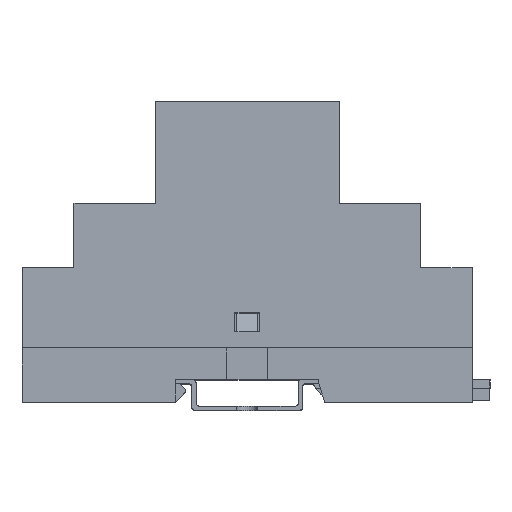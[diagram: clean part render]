
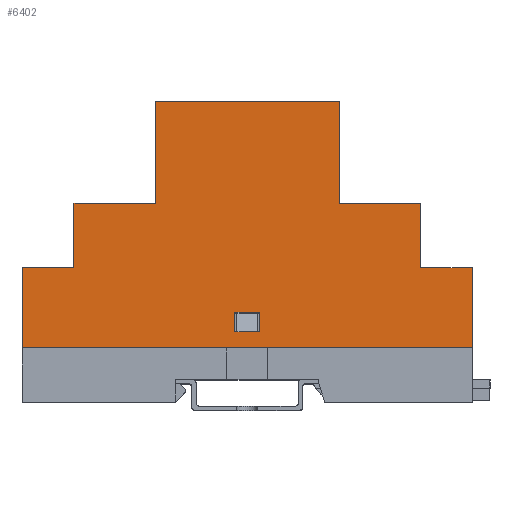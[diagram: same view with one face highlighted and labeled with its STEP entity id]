
A CAD part, top view. The second image highlights one B-rep face of the part: STEP entity #6402.
In plain terms, the highlighted face is planar.
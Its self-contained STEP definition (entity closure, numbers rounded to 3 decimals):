
#9 = ORIENTED_EDGE ( 'NONE', *, *, #8830, .F. ) ;
#405 = ORIENTED_EDGE ( 'NONE', *, *, #26243, .F. ) ;
#430 = PLANE ( 'NONE',  #36390 ) ;
#448 = ORIENTED_EDGE ( 'NONE', *, *, #17063, .T. ) ;
#1142 = EDGE_CURVE ( 'NONE', #17469, #16619, #23483, .T. ) ;
#1394 = ORIENTED_EDGE ( 'NONE', *, *, #13351, .F. ) ;
#1407 = CARTESIAN_POINT ( 'NONE',  ( 3., 4., -35. ) ) ;
#1488 = VECTOR ( 'NONE', #14964, 1000. ) ;
#1577 = CARTESIAN_POINT ( 'NONE',  ( 3., 8.7, -35. ) ) ;
#2212 = CARTESIAN_POINT ( 'NONE',  ( -3., 8.7, -35. ) ) ;
#2364 = VECTOR ( 'NONE', #29473, 1000. ) ;
#3471 = VECTOR ( 'NONE', #37554, 1000. ) ;
#3646 = DIRECTION ( 'NONE',  ( 1., 0., 0. ) ) ;
#4256 = ORIENTED_EDGE ( 'NONE', *, *, #25505, .F. ) ;
#4317 = EDGE_CURVE ( 'NONE', #11431, #8699, #36807, .T. ) ;
#4519 = ORIENTED_EDGE ( 'NONE', *, *, #23369, .F. ) ;
#4546 = LINE ( 'NONE', #1577, #8643 ) ;
#4782 = VECTOR ( 'NONE', #15214, 1000. ) ;
#4937 = EDGE_CURVE ( 'NONE', #30105, #36975, #23694, .T. ) ;
#4978 = DIRECTION ( 'NONE',  ( -1., 0., 0. ) ) ;
#5565 = CARTESIAN_POINT ( 'NONE',  ( 55., 19.6, -35. ) ) ;
#6076 = VECTOR ( 'NONE', #38867, 1000. ) ;
#6402 = ADVANCED_FACE ( 'NONE', ( #22610, #27171 ), #430, .F. ) ;
#6670 = DIRECTION ( 'NONE',  ( -1., 0., 0. ) ) ;
#6834 = EDGE_CURVE ( 'NONE', #39051, #32870, #21082, .T. ) ;
#8024 = DIRECTION ( 'NONE',  ( -1., 0., 0. ) ) ;
#8064 = DIRECTION ( 'NONE',  ( 1., 0., 0. ) ) ;
#8643 = VECTOR ( 'NONE', #8064, 1000. ) ;
#8699 = VERTEX_POINT ( 'NONE', #32705 ) ;
#8830 = EDGE_CURVE ( 'NONE', #33448, #14070, #10778, .T. ) ;
#8989 = VECTOR ( 'NONE', #28897, 1000. ) ;
#9038 = LINE ( 'NONE', #1407, #15108 ) ;
#9688 = ORIENTED_EDGE ( 'NONE', *, *, #6834, .F. ) ;
#9924 = LINE ( 'NONE', #34294, #10935 ) ;
#10778 = LINE ( 'NONE', #20409, #39130 ) ;
#10935 = VECTOR ( 'NONE', #34023, 1000. ) ;
#11431 = VERTEX_POINT ( 'NONE', #27746 ) ;
#12063 = EDGE_LOOP ( 'NONE', ( #26807, #405, #9, #41864 ) ) ;
#12433 = CARTESIAN_POINT ( 'NONE',  ( -3., 8.7, -35. ) ) ;
#12506 = CARTESIAN_POINT ( 'NONE',  ( -42.3, 19.6, -35. ) ) ;
#13235 = CARTESIAN_POINT ( 'NONE',  ( -3., 4., -35. ) ) ;
#13351 = EDGE_CURVE ( 'NONE', #35857, #8699, #31874, .T. ) ;
#13541 = EDGE_CURVE ( 'NONE', #36975, #33448, #4546, .T. ) ;
#14070 = VERTEX_POINT ( 'NONE', #22559 ) ;
#14200 = LINE ( 'NONE', #35615, #30428 ) ;
#14287 = DIRECTION ( 'NONE',  ( 0., -1., 0. ) ) ;
#14775 = EDGE_LOOP ( 'NONE', ( #22004, #9688, #4256, #32130, #448, #15166, #4519, #24385, #1394, #30942, #17537, #37658 ) ) ;
#14882 = VERTEX_POINT ( 'NONE', #20198 ) ;
#14964 = DIRECTION ( 'NONE',  ( 0., 1., 0. ) ) ;
#14998 = CARTESIAN_POINT ( 'NONE',  ( -55., 35.3, -35. ) ) ;
#15108 = VECTOR ( 'NONE', #8024, 1000. ) ;
#15166 = ORIENTED_EDGE ( 'NONE', *, *, #27534, .F. ) ;
#15214 = DIRECTION ( 'NONE',  ( -1., 0., 0. ) ) ;
#15315 = VERTEX_POINT ( 'NONE', #5565 ) ;
#15632 = CARTESIAN_POINT ( 'NONE',  ( 3., 8.7, -35. ) ) ;
#16619 = VERTEX_POINT ( 'NONE', #36079 ) ;
#16987 = DIRECTION ( 'NONE',  ( -1., 0., 0. ) ) ;
#17063 = EDGE_CURVE ( 'NONE', #14882, #18568, #14200, .T. ) ;
#17243 = CARTESIAN_POINT ( 'NONE',  ( 42.3, 19.6, -35. ) ) ;
#17245 = DIRECTION ( 'NONE',  ( -1., 0., 0. ) ) ;
#17469 = VERTEX_POINT ( 'NONE', #24057 ) ;
#17537 = ORIENTED_EDGE ( 'NONE', *, *, #1142, .F. ) ;
#17996 = VECTOR ( 'NONE', #14287, 1000. ) ;
#18327 = EDGE_CURVE ( 'NONE', #15315, #14882, #33808, .T. ) ;
#18568 = VERTEX_POINT ( 'NONE', #31522 ) ;
#19094 = CARTESIAN_POINT ( 'NONE',  ( 55., 19.6, -35. ) ) ;
#19142 = CARTESIAN_POINT ( 'NONE',  ( 22.5, 60.3, -35. ) ) ;
#19241 = EDGE_CURVE ( 'NONE', #17469, #32046, #29735, .T. ) ;
#20198 = CARTESIAN_POINT ( 'NONE',  ( 55., 0., -35. ) ) ;
#20409 = CARTESIAN_POINT ( 'NONE',  ( 3., 8.7, -35. ) ) ;
#21082 = LINE ( 'NONE', #29046, #2364 ) ;
#21686 = DIRECTION ( 'NONE',  ( 0., 1., 0. ) ) ;
#22004 = ORIENTED_EDGE ( 'NONE', *, *, #35086, .F. ) ;
#22559 = CARTESIAN_POINT ( 'NONE',  ( 3., 4., -35. ) ) ;
#22610 = FACE_BOUND ( 'NONE', #12063, .T. ) ;
#23010 = DIRECTION ( 'NONE',  ( 0., 0., 1. ) ) ;
#23369 = EDGE_CURVE ( 'NONE', #11431, #40360, #32588, .T. ) ;
#23483 = LINE ( 'NONE', #29981, #39644 ) ;
#23694 = LINE ( 'NONE', #2212, #37452 ) ;
#24057 = CARTESIAN_POINT ( 'NONE',  ( 22.5, 60.3, -35. ) ) ;
#24300 = CARTESIAN_POINT ( 'NONE',  ( -42.3, 19.6, -35. ) ) ;
#24385 = ORIENTED_EDGE ( 'NONE', *, *, #4317, .T. ) ;
#25505 = EDGE_CURVE ( 'NONE', #15315, #39051, #40462, .T. ) ;
#26243 = EDGE_CURVE ( 'NONE', #14070, #30105, #9038, .T. ) ;
#26610 = LINE ( 'NONE', #39744, #17996 ) ;
#26807 = ORIENTED_EDGE ( 'NONE', *, *, #4937, .F. ) ;
#27171 = FACE_OUTER_BOUND ( 'NONE', #14775, .T. ) ;
#27534 = EDGE_CURVE ( 'NONE', #40360, #18568, #9924, .T. ) ;
#27746 = CARTESIAN_POINT ( 'NONE',  ( -42.3, 19.6, -35. ) ) ;
#28897 = DIRECTION ( 'NONE',  ( 0., -1., 0. ) ) ;
#29046 = CARTESIAN_POINT ( 'NONE',  ( 42.3, 19.6, -35. ) ) ;
#29092 = CARTESIAN_POINT ( 'NONE',  ( -22.5, 35.3, -35. ) ) ;
#29473 = DIRECTION ( 'NONE',  ( 0., 1., 0. ) ) ;
#29735 = LINE ( 'NONE', #19142, #8989 ) ;
#29981 = CARTESIAN_POINT ( 'NONE',  ( 22.5, 60.3, -35. ) ) ;
#30105 = VERTEX_POINT ( 'NONE', #13235 ) ;
#30428 = VECTOR ( 'NONE', #6670, 1000. ) ;
#30942 = ORIENTED_EDGE ( 'NONE', *, *, #32521, .F. ) ;
#31522 = CARTESIAN_POINT ( 'NONE',  ( -55., 0., -35. ) ) ;
#31874 = LINE ( 'NONE', #33653, #38947 ) ;
#32046 = VERTEX_POINT ( 'NONE', #34007 ) ;
#32130 = ORIENTED_EDGE ( 'NONE', *, *, #18327, .T. ) ;
#32521 = EDGE_CURVE ( 'NONE', #16619, #35857, #26610, .T. ) ;
#32588 = LINE ( 'NONE', #12506, #4782 ) ;
#32705 = CARTESIAN_POINT ( 'NONE',  ( -42.3, 35.3, -35. ) ) ;
#32870 = VERTEX_POINT ( 'NONE', #38849 ) ;
#33448 = VERTEX_POINT ( 'NONE', #15632 ) ;
#33653 = CARTESIAN_POINT ( 'NONE',  ( -55., 35.3, -35. ) ) ;
#33808 = LINE ( 'NONE', #40984, #3471 ) ;
#33823 = DIRECTION ( 'NONE',  ( 0., -1., 0. ) ) ;
#34007 = CARTESIAN_POINT ( 'NONE',  ( 22.5, 35.3, -35. ) ) ;
#34023 = DIRECTION ( 'NONE',  ( 0., -1., 0. ) ) ;
#34294 = CARTESIAN_POINT ( 'NONE',  ( -55., 35.3, -35. ) ) ;
#34759 = CARTESIAN_POINT ( 'NONE',  ( -55., 19.6, -35. ) ) ;
#35086 = EDGE_CURVE ( 'NONE', #32870, #32046, #35969, .T. ) ;
#35615 = CARTESIAN_POINT ( 'NONE',  ( -55., 0., -35. ) ) ;
#35857 = VERTEX_POINT ( 'NONE', #29092 ) ;
#35969 = LINE ( 'NONE', #14998, #41567 ) ;
#36079 = CARTESIAN_POINT ( 'NONE',  ( -22.5, 60.3, -35. ) ) ;
#36390 = AXIS2_PLACEMENT_3D ( 'NONE', #39813, #23010, #3646 ) ;
#36807 = LINE ( 'NONE', #24300, #1488 ) ;
#36975 = VERTEX_POINT ( 'NONE', #12433 ) ;
#37452 = VECTOR ( 'NONE', #21686, 1000. ) ;
#37554 = DIRECTION ( 'NONE',  ( 0., -1., 0. ) ) ;
#37658 = ORIENTED_EDGE ( 'NONE', *, *, #19241, .T. ) ;
#38849 = CARTESIAN_POINT ( 'NONE',  ( 42.3, 35.3, -35. ) ) ;
#38867 = DIRECTION ( 'NONE',  ( -1., 0., 0. ) ) ;
#38947 = VECTOR ( 'NONE', #16987, 1000. ) ;
#39051 = VERTEX_POINT ( 'NONE', #17243 ) ;
#39130 = VECTOR ( 'NONE', #33823, 1000. ) ;
#39644 = VECTOR ( 'NONE', #17245, 1000. ) ;
#39744 = CARTESIAN_POINT ( 'NONE',  ( -22.5, 60.3, -35. ) ) ;
#39813 = CARTESIAN_POINT ( 'NONE',  ( -55., 35.3, -35. ) ) ;
#40360 = VERTEX_POINT ( 'NONE', #34759 ) ;
#40462 = LINE ( 'NONE', #19094, #6076 ) ;
#40984 = CARTESIAN_POINT ( 'NONE',  ( 55., 35.3, -35. ) ) ;
#41567 = VECTOR ( 'NONE', #4978, 1000. ) ;
#41864 = ORIENTED_EDGE ( 'NONE', *, *, #13541, .F. ) ;
